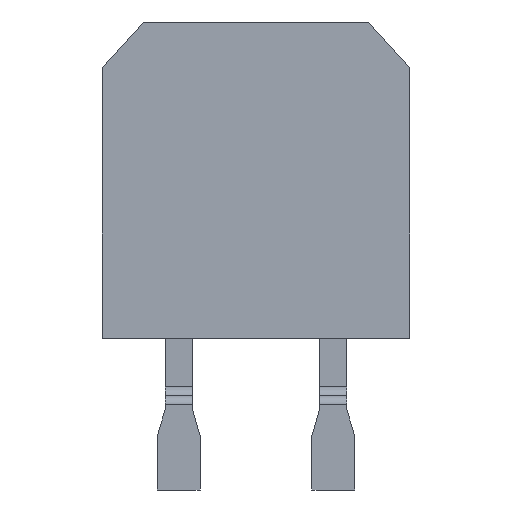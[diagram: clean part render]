
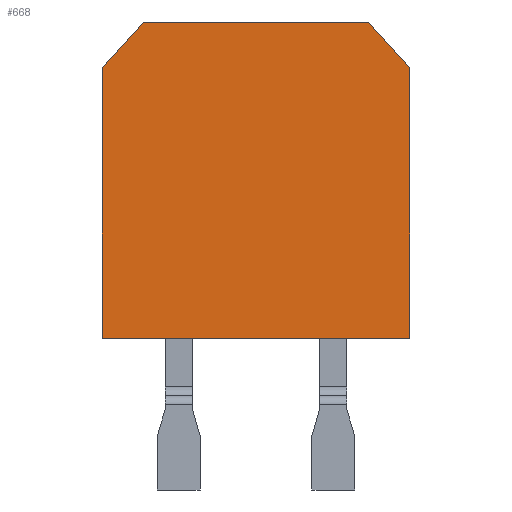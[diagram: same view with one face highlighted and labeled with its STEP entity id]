
A CAD part, front view. The second image highlights one B-rep face of the part: STEP entity #668.
In plain terms, the highlighted planar face has unit normal (0, -1, 0).
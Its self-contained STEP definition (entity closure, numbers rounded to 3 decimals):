
#1=DIRECTION('',(-0.669,0.,-0.743));
#2=VECTOR('',#1,2.018);
#3=CARTESIAN_POINT('',(-3.7,0.,6.));
#4=LINE('',#3,#2);
#5=DIRECTION('',(-1.,0.,0.));
#6=VECTOR('',#5,7.4);
#7=CARTESIAN_POINT('',(3.7,0.,6.));
#8=LINE('',#7,#6);
#9=DIRECTION('',(-0.669,0.,0.743));
#10=VECTOR('',#9,2.018);
#11=CARTESIAN_POINT('',(5.05,0.,4.501));
#12=LINE('',#11,#10);
#13=DIRECTION('',(-1.,0.,0.));
#14=VECTOR('',#13,10.1);
#15=CARTESIAN_POINT('',(5.05,0.,-4.4));
#16=LINE('',#15,#14);
#21=DIRECTION('',(0.,0.,-1.));
#22=VECTOR('',#21,8.901);
#23=CARTESIAN_POINT('',(-5.05,0.,4.501));
#24=LINE('',#23,#22);
#57=DIRECTION('',(0.,0.,1.));
#58=VECTOR('',#57,8.901);
#59=CARTESIAN_POINT('',(5.05,0.,-4.4));
#60=LINE('',#59,#58);
#497=CARTESIAN_POINT('',(5.05,0.,-4.4));
#498=CARTESIAN_POINT('',(-5.05,0.,-4.4));
#499=VERTEX_POINT('',#497);
#500=VERTEX_POINT('',#498);
#525=CARTESIAN_POINT('',(3.7,0.,6.));
#526=CARTESIAN_POINT('',(-3.7,0.,6.));
#527=VERTEX_POINT('',#525);
#528=VERTEX_POINT('',#526);
#537=CARTESIAN_POINT('',(5.05,0.,4.501));
#538=VERTEX_POINT('',#537);
#539=CARTESIAN_POINT('',(-5.05,0.,4.501));
#540=VERTEX_POINT('',#539);
#649=CARTESIAN_POINT('',(0.,0.,0.));
#650=DIRECTION('',(0.,1.,0.));
#651=DIRECTION('',(1.,0.,0.));
#652=AXIS2_PLACEMENT_3D('',#649,#650,#651);
#653=PLANE('',#652);
#655=ORIENTED_EDGE('',*,*,#654,.F.);
#657=ORIENTED_EDGE('',*,*,#656,.F.);
#659=ORIENTED_EDGE('',*,*,#658,.F.);
#661=ORIENTED_EDGE('',*,*,#660,.F.);
#663=ORIENTED_EDGE('',*,*,#662,.F.);
#665=ORIENTED_EDGE('',*,*,#664,.T.);
#666=EDGE_LOOP('',(#655,#657,#659,#661,#663,#665));
#667=FACE_OUTER_BOUND('',#666,.F.);
#654=EDGE_CURVE('',#540,#500,#24,.T.);
#656=EDGE_CURVE('',#528,#540,#4,.T.);
#658=EDGE_CURVE('',#527,#528,#8,.T.);
#660=EDGE_CURVE('',#538,#527,#12,.T.);
#662=EDGE_CURVE('',#499,#538,#60,.T.);
#664=EDGE_CURVE('',#499,#500,#16,.T.);
#668=ADVANCED_FACE('',(#667),#653,.F.);
